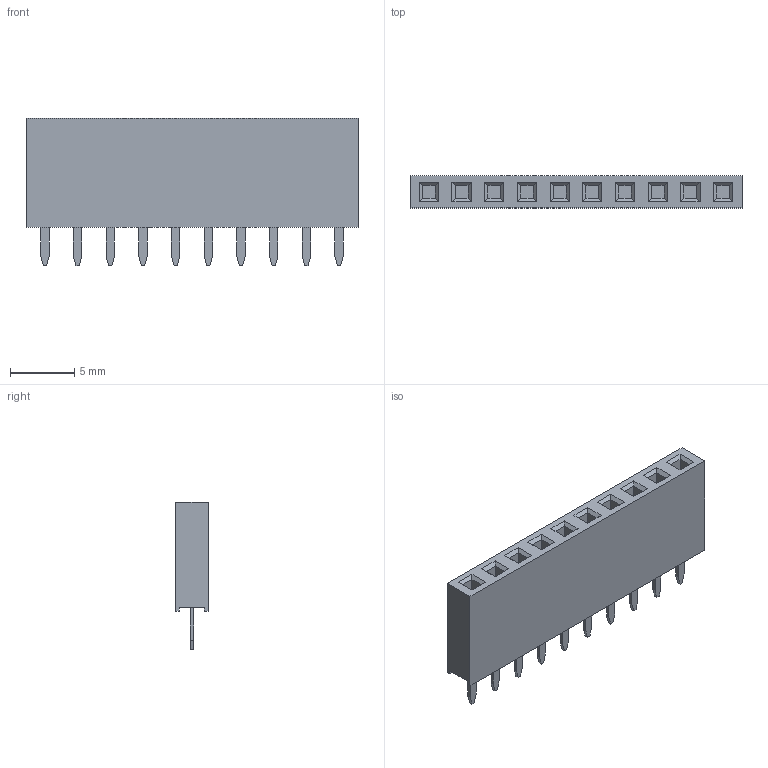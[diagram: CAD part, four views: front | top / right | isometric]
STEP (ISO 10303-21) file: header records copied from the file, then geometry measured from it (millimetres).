
FILE_DESCRIPTION (( 'STEP AP214' ), '1' );
FILE_NAME ('1X10_PTH.STEP', '2015-06-01T18:13:41', ( '' ), ( '' ), 'SwSTEP 2.0', 'SolidWorks 2014', '' );
FILE_SCHEMA (( 'AUTOMOTIVE_DESIGN' ));
Length unit declared in the file: millimetre
Products named in the file (1): 1X10_PTH
Bounding box: 25.8 x 2.5 x 11.5 mm (x, y, z)
Volume: 514.1 mm3; surface area: 768.4 mm2
Topology: 11 solids, 11 shells, 180 faces, 404 edges, 256 vertices
Faces by surface type: plane 180
Entity records: 4972 total; most frequent: CARTESIAN_POINT 841, ORIENTED_EDGE 808, DIRECTION 766, VECTOR 404, LINE 404, EDGE_CURVE 404, VERTEX_POINT 256, EDGE_LOOP 190
